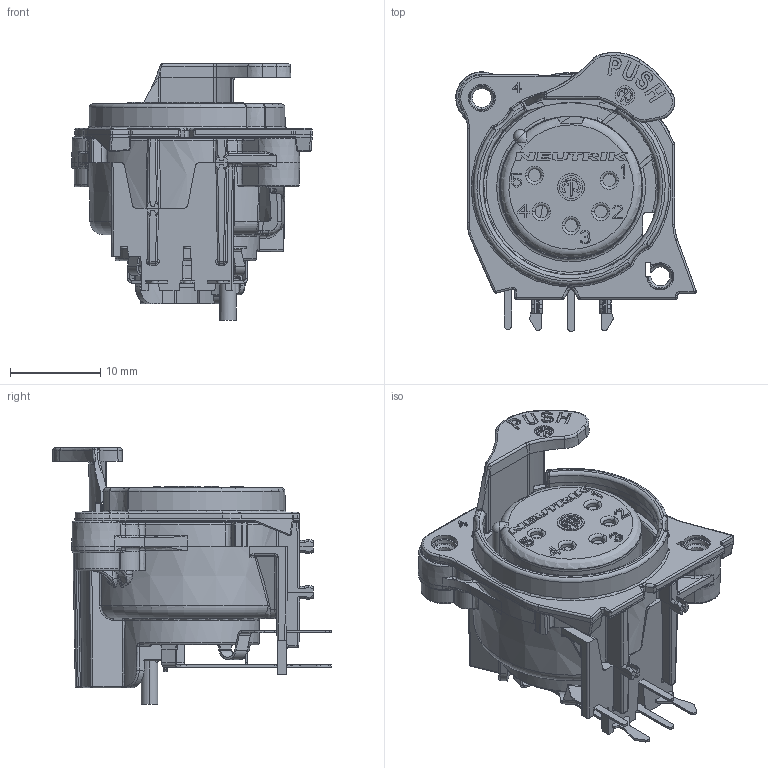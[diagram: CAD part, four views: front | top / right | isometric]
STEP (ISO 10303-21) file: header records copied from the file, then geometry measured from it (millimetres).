
FILE_DESCRIPTION((''),'2;1');
FILE_NAME('30009335','2024-07-24T15:31:11',('SYSTEM'),(''),'CREO PARAMETRIC BY PTC INC, 2023424','CREO PARAMETRIC BY PTC INC, 2023424','');
FILE_SCHEMA(('CONFIG_CONTROL_DESIGN'));
Products named in the file (1): 30009335
Bounding box: 26.69 x 30.94 x 28.44 mm (x, y, z)
Volume: 5534 mm3; surface area: 5868.2 mm2
Topology: 1 solids, 6 shells, 2536 faces, 6572 edges, 4030 vertices
Faces by surface type: plane 1013, cylinder 570, bspline 439, torus 216, cone 131, sphere 107, extrusion 60
Entity records: 93803 total; most frequent: CARTESIAN_POINT 35646, ORIENTED_EDGE 13142, DIRECTION 10863, EDGE_CURVE 6571, VERTEX_POINT 4030, AXIS2_PLACEMENT_3D 3826, VECTOR 3211, LINE 3151
